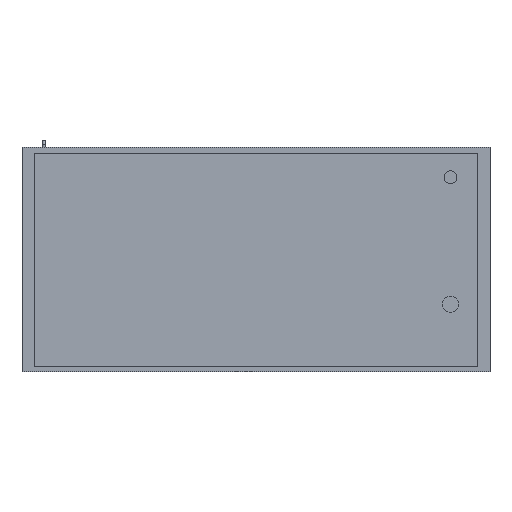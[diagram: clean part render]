
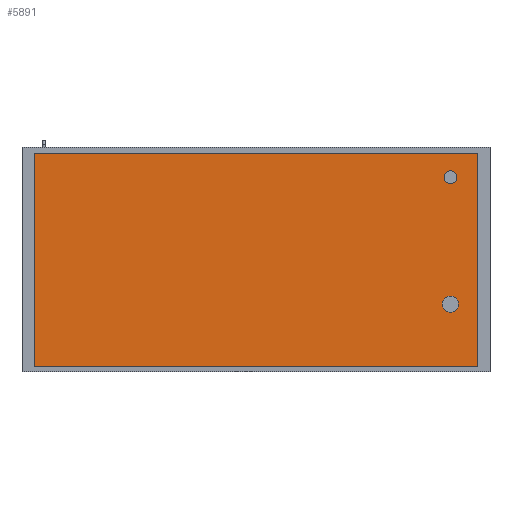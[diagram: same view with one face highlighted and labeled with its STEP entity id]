
A CAD part, front view. The second image highlights one B-rep face of the part: STEP entity #5891.
In plain terms, the highlighted planar face has unit normal (0, -1, 0).
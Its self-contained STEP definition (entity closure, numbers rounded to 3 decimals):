
#52=FACE_BOUND('',#672,.T.);
#53=FACE_BOUND('',#673,.T.);
#68=CIRCLE('',#6292,20.);
#70=CIRCLE('',#6296,25.);
#313=FACE_OUTER_BOUND('',#671,.T.);
#671=EDGE_LOOP('',(#3952,#3953,#3954,#3955));
#672=EDGE_LOOP('',(#3956));
#673=EDGE_LOOP('',(#3957));
#1051=LINE('',#8549,#1768);
#1054=LINE('',#8555,#1771);
#1057=LINE('',#8561,#1774);
#1060=LINE('',#8565,#1777);
#1768=VECTOR('',#6845,10.);
#1771=VECTOR('',#6850,10.);
#1774=VECTOR('',#6855,10.);
#1777=VECTOR('',#6860,10.);
#2466=VERTEX_POINT('',#8506);
#2468=VERTEX_POINT('',#8513);
#2479=VERTEX_POINT('',#8546);
#2480=VERTEX_POINT('',#8548);
#2482=VERTEX_POINT('',#8554);
#2484=VERTEX_POINT('',#8560);
#3037=EDGE_CURVE('',#2466,#2466,#68,.T.);
#3040=EDGE_CURVE('',#2468,#2468,#70,.T.);
#3055=EDGE_CURVE('',#2480,#2479,#1051,.T.);
#3058=EDGE_CURVE('',#2482,#2480,#1054,.T.);
#3061=EDGE_CURVE('',#2484,#2482,#1057,.T.);
#3064=EDGE_CURVE('',#2479,#2484,#1060,.T.);
#3952=ORIENTED_EDGE('',*,*,#3064,.T.);
#3953=ORIENTED_EDGE('',*,*,#3061,.T.);
#3954=ORIENTED_EDGE('',*,*,#3058,.T.);
#3955=ORIENTED_EDGE('',*,*,#3055,.T.);
#3956=ORIENTED_EDGE('',*,*,#3037,.T.);
#3957=ORIENTED_EDGE('',*,*,#3040,.T.);
#5594=PLANE('',#6308);
#5891=ADVANCED_FACE('',(#313,#52,#53),#5594,.T.);
#6292=AXIS2_PLACEMENT_3D('',#8508,#6806,#6807);
#6296=AXIS2_PLACEMENT_3D('',#8515,#6815,#6816);
#6308=AXIS2_PLACEMENT_3D('',#8567,#6863,#6864);
#6806=DIRECTION('center_axis',(0.,1.,0.));
#6807=DIRECTION('ref_axis',(1.,0.,0.));
#6815=DIRECTION('center_axis',(0.,1.,0.));
#6816=DIRECTION('ref_axis',(1.,0.,0.));
#6845=DIRECTION('',(-1.,0.,0.));
#6850=DIRECTION('',(0.,0.,1.));
#6855=DIRECTION('',(1.,0.,0.));
#6860=DIRECTION('',(0.,0.,-1.));
#6863=DIRECTION('center_axis',(0.,-1.,0.));
#6864=DIRECTION('ref_axis',(0.,0.,-1.));
#8506=CARTESIAN_POINT('',(582.5,-370.,255.));
#8508=CARTESIAN_POINT('Origin',(602.5,-370.,255.));
#8513=CARTESIAN_POINT('',(577.5,-370.,-138.));
#8515=CARTESIAN_POINT('Origin',(602.5,-370.,-138.));
#8546=CARTESIAN_POINT('',(-687.5,-370.,330.));
#8548=CARTESIAN_POINT('',(687.5,-370.,330.));
#8549=CARTESIAN_POINT('',(-687.5,-370.,330.));
#8554=CARTESIAN_POINT('',(687.5,-370.,-330.));
#8555=CARTESIAN_POINT('',(687.5,-370.,330.));
#8560=CARTESIAN_POINT('',(-687.5,-370.,-330.));
#8561=CARTESIAN_POINT('',(687.5,-370.,-330.));
#8565=CARTESIAN_POINT('',(-687.5,-370.,-330.));
#8567=CARTESIAN_POINT('Origin',(0.,-370.,0.));
